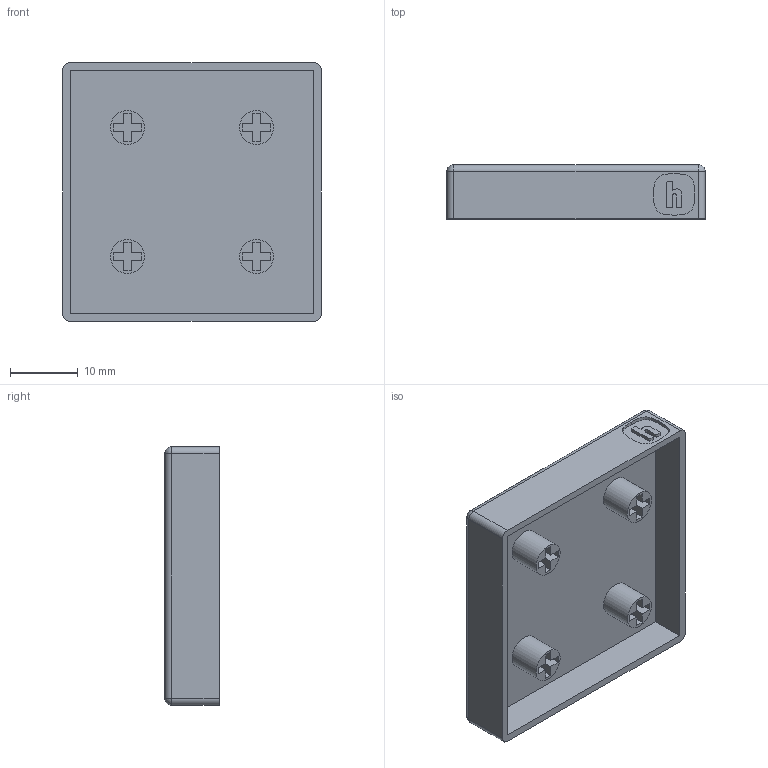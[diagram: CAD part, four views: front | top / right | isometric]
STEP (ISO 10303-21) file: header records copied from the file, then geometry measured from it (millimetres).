
FILE_DESCRIPTION(/* description */ (''),/* implementation_level */ '2;1');
FILE_NAME(/* name */ '2x2_2x2_KeyCap_STEP.step',/* time_stamp */ '2026-02-23T20:11:36+05:00',/* author */ (''),/* organization */ (''),/* preprocessor_version */ 'ST-DEVELOPER v20.1',/* originating_system */ 'Autodesk Translation Framework v14.24.0.0',/* authorisation */ '');
FILE_SCHEMA (('AUTOMOTIVE_DESIGN { 1 0 10303 214 3 1 1 }'));
Products named in the file (1): 2026-02-23-17-45-36-486
Bounding box: 38 x 8 x 38 mm (x, y, z)
Volume: 5308.1 mm3; surface area: 5563.3 mm2
Topology: 1 solids, 1 shells, 1198 faces, 3450 edges, 2296 vertices
Faces by surface type: bspline 1008, plane 174, cylinder 12, sphere 4
Full cylindrical faces by diameter (mm): 5 x4
Entity records: 44614 total; most frequent: CARTESIAN_POINT 21829, ORIENTED_EDGE 6900, EDGE_CURVE 3450, VERTEX_POINT 2296, DIRECTION 1840, LINE 1410, VECTOR 1410, EDGE_LOOP 1240
